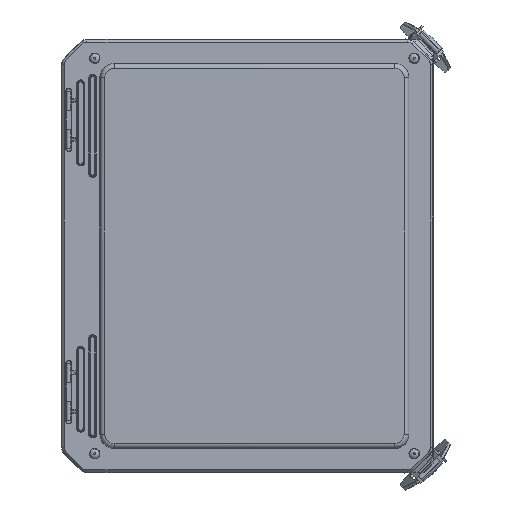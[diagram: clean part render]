
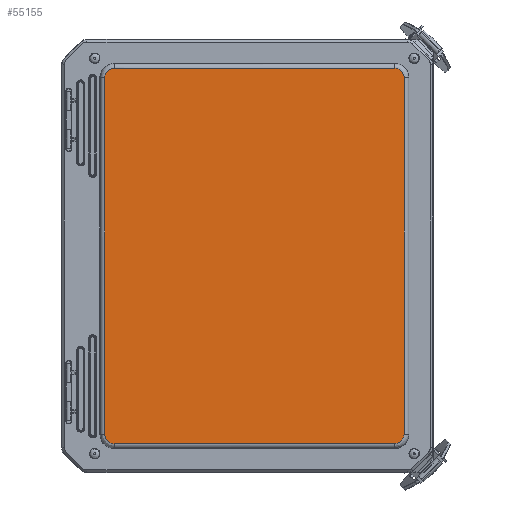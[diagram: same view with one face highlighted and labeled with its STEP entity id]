
A CAD part, top view. The second image highlights one B-rep face of the part: STEP entity #55155.
In plain terms, the highlighted planar face has unit normal (0, 0, 1).
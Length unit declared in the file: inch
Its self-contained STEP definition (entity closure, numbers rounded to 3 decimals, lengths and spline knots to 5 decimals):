
#3149 = ORIENTED_EDGE ( 'NONE', *, *, #10438, .F. ) ;
#3718 = DIRECTION ( 'NONE',  ( 0., 1., 0. ) ) ;
#4180 = CARTESIAN_POINT ( 'NONE',  ( 3.80752, -4.93108, 6.31038 ) ) ;
#5477 = CARTESIAN_POINT ( 'NONE',  ( 3.92244, -4.80754, 6.31038 ) ) ;
#10438 = EDGE_CURVE ( 'NONE', #65846, #57158, #71883, .T. ) ;
#11199 = ORIENTED_EDGE ( 'NONE', *, *, #130211, .F. ) ;
#17167 = CARTESIAN_POINT ( 'NONE',  ( 3.92824, 4.80667, 6.31038 ) ) ;
#17242 = CARTESIAN_POINT ( 'NONE',  ( -3.93024, -4.81034, 6.31038 ) ) ;
#17614 = CARTESIAN_POINT ( 'NONE',  ( 3.85651, 4.89663, 6.31038 ) ) ;
#19266 = ORIENTED_EDGE ( 'NONE', *, *, #61504, .F. ) ;
#25026 = DIRECTION ( 'NONE',  ( 0., 0., -1. ) ) ;
#25199 = VECTOR ( 'NONE', #3718, 39.37008 ) ;
#30394 = B_SPLINE_CURVE_WITH_KNOTS ( 'NONE', 3,
 ( #79238, #78806, #122456, #17614, #17167, #89153, #60741 ),
 .UNSPECIFIED., .F., .F.,
 ( 4, 1, 1, 1, 4 ),
 ( 0., 0.14286, 0.42857, 0.71429, 1. ),
 .UNSPECIFIED. ) ;
#33965 = B_SPLINE_CURVE_WITH_KNOTS ( 'NONE', 3,
 ( #69405, #70286, #131524, #47749, #17242, #79763, #100865 ),
 .UNSPECIFIED., .F., .F.,
 ( 4, 1, 1, 1, 4 ),
 ( 0., 0.14286, 0.42857, 0.71429, 1. ),
 .UNSPECIFIED. ) ;
#34472 = CARTESIAN_POINT ( 'NONE',  ( -3.69734, -4.94813, 6.31038 ) ) ;
#35761 = DIRECTION ( 'NONE',  ( 1., 0., 0. ) ) ;
#36070 = CARTESIAN_POINT ( 'NONE',  ( 3.9453, -0.00184, 6.31038 ) ) ;
#36334 = CARTESIAN_POINT ( 'NONE',  ( 3.9453, 4.6945, 6.31038 ) ) ;
#38876 = VERTEX_POINT ( 'NONE', #34472 ) ;
#39116 = CARTESIAN_POINT ( 'NONE',  ( -3.9473, 4.7319, 6.31038 ) ) ;
#39592 = EDGE_CURVE ( 'NONE', #68027, #47139, #30394, .T. ) ;
#40933 = CARTESIAN_POINT ( 'NONE',  ( -3.69734, 4.94446, 6.31038 ) ) ;
#41630 = VECTOR ( 'NONE', #35761, 39.37008 ) ;
#42830 = CARTESIAN_POINT ( 'NONE',  ( -3.9473, 4.6945, 6.31038 ) ) ;
#46191 = CARTESIAN_POINT ( 'NONE',  ( 3.69534, -4.94813, 6.31038 ) ) ;
#47139 = VERTEX_POINT ( 'NONE', #36334 ) ;
#47749 = CARTESIAN_POINT ( 'NONE',  ( -3.85851, -4.9003, 6.31038 ) ) ;
#48049 = CARTESIAN_POINT ( 'NONE',  ( -3.85851, 4.89663, 6.31038 ) ) ;
#49763 = CARTESIAN_POINT ( 'NONE',  ( -3.93024, 4.80667, 6.31038 ) ) ;
#52386 = EDGE_CURVE ( 'NONE', #57158, #56239, #81530, .T. ) ;
#55155 = ADVANCED_FACE ( 'NONE', ( #69822 ), #98280, .F. ) ;
#56169 = CARTESIAN_POINT ( 'NONE',  ( 3.88245, -4.8713, 6.31038 ) ) ;
#56239 = VERTEX_POINT ( 'NONE', #40933 ) ;
#56625 = CARTESIAN_POINT ( 'NONE',  ( 3.69534, -4.94813, 6.31038 ) ) ;
#57158 = VERTEX_POINT ( 'NONE', #42830 ) ;
#58379 = CARTESIAN_POINT ( 'NONE',  ( -3.77214, 4.9382, 6.31038 ) ) ;
#58584 = ORIENTED_EDGE ( 'NONE', *, *, #87278, .F. ) ;
#60583 = VECTOR ( 'NONE', #125378, 39.37008 ) ;
#60741 = CARTESIAN_POINT ( 'NONE',  ( 3.9453, 4.6945, 6.31038 ) ) ;
#61504 = EDGE_CURVE ( 'NONE', #47139, #67866, #111700, .T. ) ;
#65486 = CARTESIAN_POINT ( 'NONE',  ( -0.001, -4.94813, 6.31038 ) ) ;
#65846 = VERTEX_POINT ( 'NONE', #79083 ) ;
#66599 = CARTESIAN_POINT ( 'NONE',  ( 3.94109, -4.75427, 6.31038 ) ) ;
#67866 = VERTEX_POINT ( 'NONE', #116773 ) ;
#68027 = VERTEX_POINT ( 'NONE', #80319 ) ;
#69405 = CARTESIAN_POINT ( 'NONE',  ( -3.69734, -4.94813, 6.31038 ) ) ;
#69822 = FACE_OUTER_BOUND ( 'NONE', #79568, .T. ) ;
#70286 = CARTESIAN_POINT ( 'NONE',  ( -3.71604, -4.94813, 6.31038 ) ) ;
#71883 = LINE ( 'NONE', #105829, #25199 ) ;
#72612 = ORIENTED_EDGE ( 'NONE', *, *, #52386, .F. ) ;
#75291 = ORIENTED_EDGE ( 'NONE', *, *, #39592, .F. ) ;
#78806 = CARTESIAN_POINT ( 'NONE',  ( 3.71404, 4.94446, 6.31038 ) ) ;
#79083 = CARTESIAN_POINT ( 'NONE',  ( -3.9473, -4.69817, 6.31038 ) ) ;
#79188 = CARTESIAN_POINT ( 'NONE',  ( -3.71604, 4.94446, 6.31038 ) ) ;
#79238 = CARTESIAN_POINT ( 'NONE',  ( 3.69534, 4.94446, 6.31038 ) ) ;
#79568 = EDGE_LOOP ( 'NONE', ( #72612, #3149, #58584, #120918, #11199, #19266, #75291, #93067 ) ) ;
#79763 = CARTESIAN_POINT ( 'NONE',  ( -3.9473, -4.73557, 6.31038 ) ) ;
#80319 = CARTESIAN_POINT ( 'NONE',  ( 3.69534, 4.94446, 6.31038 ) ) ;
#81530 = B_SPLINE_CURVE_WITH_KNOTS ( 'NONE', 3,
 ( #130507, #39116, #49763, #48049, #58379, #79188, #99423 ),
 .UNSPECIFIED., .F., .F.,
 ( 4, 1, 1, 1, 4 ),
 ( 0., 0.28571, 0.57143, 0.85714, 1. ),
 .UNSPECIFIED. ) ;
#85532 = EDGE_CURVE ( 'NONE', #104323, #38876, #100917, .T. ) ;
#87278 = EDGE_CURVE ( 'NONE', #38876, #65846, #33965, .T. ) ;
#89153 = CARTESIAN_POINT ( 'NONE',  ( 3.9453, 4.7319, 6.31038 ) ) ;
#93067 = ORIENTED_EDGE ( 'NONE', *, *, #116066, .F. ) ;
#95216 = AXIS2_PLACEMENT_3D ( 'NONE', #97388, #25026, #108207 ) ;
#97388 = CARTESIAN_POINT ( 'NONE',  ( -0.001, -0.00184, 6.31038 ) ) ;
#98280 = PLANE ( 'NONE',  #95216 ) ;
#99067 = DIRECTION ( 'NONE',  ( 0., -1., 0. ) ) ;
#99423 = CARTESIAN_POINT ( 'NONE',  ( -3.69734, 4.94446, 6.31038 ) ) ;
#100865 = CARTESIAN_POINT ( 'NONE',  ( -3.9473, -4.69817, 6.31038 ) ) ;
#100917 = LINE ( 'NONE', #65486, #60583 ) ;
#104323 = VERTEX_POINT ( 'NONE', #46191 ) ;
#105829 = CARTESIAN_POINT ( 'NONE',  ( -3.9473, -0.00184, 6.31038 ) ) ;
#107583 = CARTESIAN_POINT ( 'NONE',  ( 3.9453, -4.71687, 6.31038 ) ) ;
#108207 = DIRECTION ( 'NONE',  ( 1., 0., 0. ) ) ;
#108325 = B_SPLINE_CURVE_WITH_KNOTS ( 'NONE', 3,
 ( #118816, #107583, #66599, #5477, #56169, #4180, #117482, #56625 ),
 .UNSPECIFIED., .F., .F.,
 ( 4, 1, 1, 1, 1, 4 ),
 ( 0., 0.14286, 0.28571, 0.42857, 0.71429, 1. ),
 .UNSPECIFIED. ) ;
#108485 = VECTOR ( 'NONE', #99067, 39.37008 ) ;
#111700 = LINE ( 'NONE', #36070, #108485 ) ;
#116066 = EDGE_CURVE ( 'NONE', #56239, #68027, #123774, .T. ) ;
#116773 = CARTESIAN_POINT ( 'NONE',  ( 3.9453, -4.69817, 6.31038 ) ) ;
#117482 = CARTESIAN_POINT ( 'NONE',  ( 3.73274, -4.94813, 6.31038 ) ) ;
#118816 = CARTESIAN_POINT ( 'NONE',  ( 3.9453, -4.69817, 6.31038 ) ) ;
#120918 = ORIENTED_EDGE ( 'NONE', *, *, #85532, .F. ) ;
#122456 = CARTESIAN_POINT ( 'NONE',  ( 3.77014, 4.9382, 6.31038 ) ) ;
#123774 = LINE ( 'NONE', #129425, #41630 ) ;
#125378 = DIRECTION ( 'NONE',  ( -1., 0., 0. ) ) ;
#129425 = CARTESIAN_POINT ( 'NONE',  ( -0.001, 4.94446, 6.31038 ) ) ;
#130211 = EDGE_CURVE ( 'NONE', #67866, #104323, #108325, .T. ) ;
#130507 = CARTESIAN_POINT ( 'NONE',  ( -3.9473, 4.6945, 6.31038 ) ) ;
#131524 = CARTESIAN_POINT ( 'NONE',  ( -3.77214, -4.94187, 6.31038 ) ) ;
